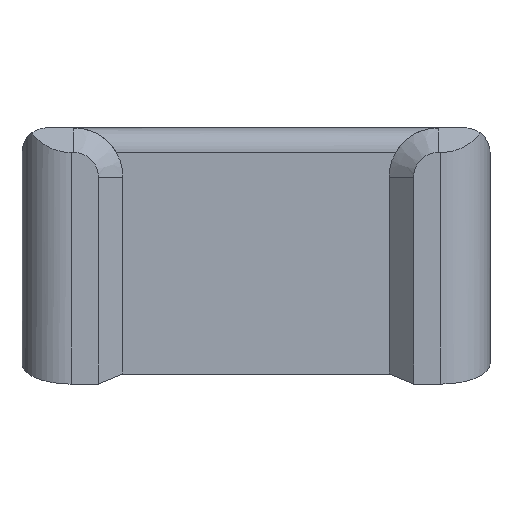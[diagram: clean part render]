
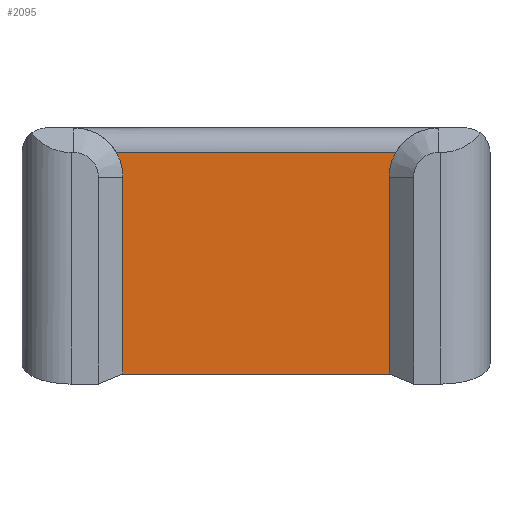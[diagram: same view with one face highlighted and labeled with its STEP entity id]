
A CAD part, front view. The second image highlights one B-rep face of the part: STEP entity #2095.
In plain terms, the highlighted planar face has unit normal (0, -1, 0).
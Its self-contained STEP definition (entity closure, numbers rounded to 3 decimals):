
#23 = CARTESIAN_POINT ( 'NONE',  ( 27., -52.5, 0. ) ) ;
#32 = AXIS2_PLACEMENT_3D ( 'NONE', #559, #2584, #1058 ) ;
#107 = DIRECTION ( 'NONE',  ( 0., 0., -1. ) ) ;
#120 = CARTESIAN_POINT ( 'NONE',  ( -27., -52.5, -8. ) ) ;
#173 = FACE_OUTER_BOUND ( 'NONE', #1372, .T. ) ;
#340 = DIRECTION ( 'NONE',  ( 0., 0., -1. ) ) ;
#378 = CARTESIAN_POINT ( 'NONE',  ( -28.34, -52.5, -3. ) ) ;
#460 = AXIS2_PLACEMENT_3D ( 'NONE', #1872, #1123, #340 ) ;
#531 = CARTESIAN_POINT ( 'NONE',  ( -27., -52.5, 0. ) ) ;
#536 = VERTEX_POINT ( 'NONE', #2324 ) ;
#559 = CARTESIAN_POINT ( 'NONE',  ( -37., -52.5, -8. ) ) ;
#588 = LINE ( 'NONE', #23, #1636 ) ;
#758 = CARTESIAN_POINT ( 'NONE',  ( -27., -52.5, -47.955 ) ) ;
#782 = EDGE_CURVE ( 'NONE', #536, #2252, #588, .T. ) ;
#823 = ORIENTED_EDGE ( 'NONE', *, *, #3076, .T. ) ;
#853 = VERTEX_POINT ( 'NONE', #120 ) ;
#1058 = DIRECTION ( 'NONE',  ( 0., 0., -1. ) ) ;
#1123 = DIRECTION ( 'NONE',  ( 0., 1., 0. ) ) ;
#1187 = ORIENTED_EDGE ( 'NONE', *, *, #2009, .T. ) ;
#1219 = VERTEX_POINT ( 'NONE', #3245 ) ;
#1292 = DIRECTION ( 'NONE',  ( 0., 0., -1. ) ) ;
#1322 = DIRECTION ( 'NONE',  ( -1., 0., 0. ) ) ;
#1328 = VECTOR ( 'NONE', #1735, 1000. ) ;
#1335 = VERTEX_POINT ( 'NONE', #378 ) ;
#1372 = EDGE_LOOP ( 'NONE', ( #1977, #2020, #1991, #823, #2102, #1187 ) ) ;
#1480 = EDGE_CURVE ( 'NONE', #853, #3233, #1740, .T. ) ;
#1533 = CIRCLE ( 'NONE', #32, 10. ) ;
#1636 = VECTOR ( 'NONE', #2833, 1000. ) ;
#1686 = PLANE ( 'NONE',  #2012 ) ;
#1704 = VECTOR ( 'NONE', #1322, 1000. ) ;
#1735 = DIRECTION ( 'NONE',  ( 1., 0., 0. ) ) ;
#1740 = LINE ( 'NONE', #531, #2715 ) ;
#1781 = LINE ( 'NONE', #2808, #1328 ) ;
#1872 = CARTESIAN_POINT ( 'NONE',  ( 37., -52.5, -8. ) ) ;
#1977 = ORIENTED_EDGE ( 'NONE', *, *, #1480, .T. ) ;
#1991 = ORIENTED_EDGE ( 'NONE', *, *, #782, .F. ) ;
#2009 = EDGE_CURVE ( 'NONE', #1335, #853, #1533, .T. ) ;
#2012 = AXIS2_PLACEMENT_3D ( 'NONE', #2209, #3238, #107 ) ;
#2020 = ORIENTED_EDGE ( 'NONE', *, *, #3298, .T. ) ;
#2095 = ADVANCED_FACE ( 'NONE', ( #173 ), #1686, .T. ) ;
#2102 = ORIENTED_EDGE ( 'NONE', *, *, #3051, .T. ) ;
#2209 = CARTESIAN_POINT ( 'NONE',  ( -47.5, -52.5, -50. ) ) ;
#2240 = CIRCLE ( 'NONE', #460, 10. ) ;
#2252 = VERTEX_POINT ( 'NONE', #2562 ) ;
#2324 = CARTESIAN_POINT ( 'NONE',  ( 27., -52.5, -8. ) ) ;
#2562 = CARTESIAN_POINT ( 'NONE',  ( 27., -52.5, -47.955 ) ) ;
#2584 = DIRECTION ( 'NONE',  ( 0., 1., 0. ) ) ;
#2618 = CARTESIAN_POINT ( 'NONE',  ( -47.5, -52.5, -3. ) ) ;
#2715 = VECTOR ( 'NONE', #1292, 1000. ) ;
#2808 = CARTESIAN_POINT ( 'NONE',  ( -47.5, -52.5, -47.955 ) ) ;
#2833 = DIRECTION ( 'NONE',  ( 0., 0., -1. ) ) ;
#3051 = EDGE_CURVE ( 'NONE', #1219, #1335, #3161, .T. ) ;
#3076 = EDGE_CURVE ( 'NONE', #536, #1219, #2240, .T. ) ;
#3161 = LINE ( 'NONE', #2618, #1704 ) ;
#3233 = VERTEX_POINT ( 'NONE', #758 ) ;
#3238 = DIRECTION ( 'NONE',  ( 0., -1., 0. ) ) ;
#3245 = CARTESIAN_POINT ( 'NONE',  ( 28.34, -52.5, -3. ) ) ;
#3298 = EDGE_CURVE ( 'NONE', #3233, #2252, #1781, .T. ) ;
